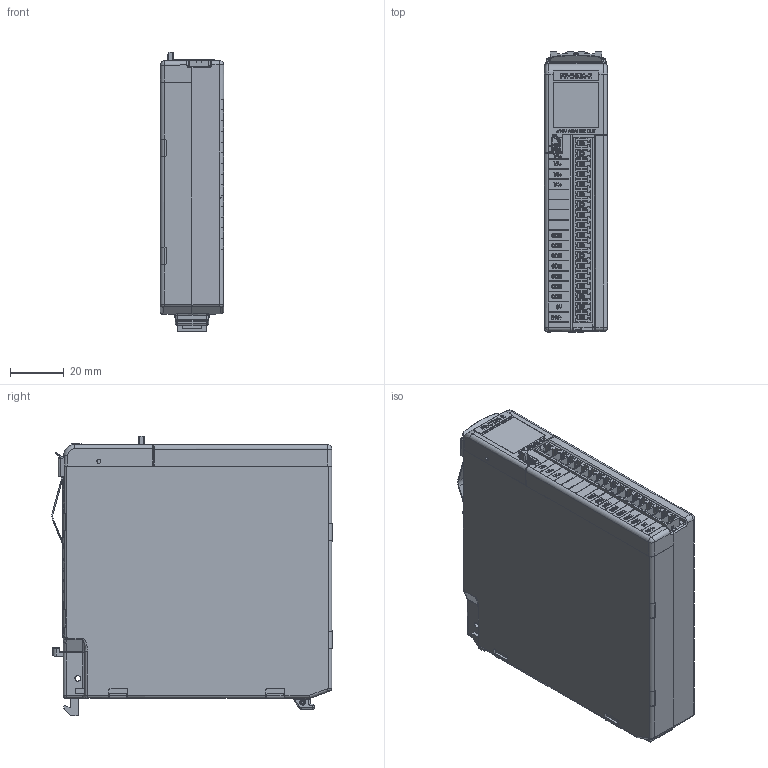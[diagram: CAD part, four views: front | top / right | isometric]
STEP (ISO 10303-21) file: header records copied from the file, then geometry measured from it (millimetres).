
FILE_DESCRIPTION (( 'STEP AP214' ), '1' );
FILE_NAME ('P2-04DA-2 Red 2 Orig Coord 1 ext 1 comb 3 CC2 fXT fos wc1.STEP', '2020-05-19T20:32:44', ( '' ), ( '' ), 'SwSTEP 2.0', 'SolidWorks 2017', '' );
FILE_SCHEMA (( 'AUTOMOTIVE_DESIGN' ));
Length unit declared in the file: inch
Products named in the file (1): P2-04DA-2 Red 2 Orig Coord 1 ext 1 comb 3 CC2 fXT fos wc1
Bounding box: 23.61 x 104.63 x 104.28 mm (x, y, z)
Volume: 183795.9 mm3; surface area: 49840.8 mm2
Topology: 2 solids, 4 shells, 4087 faces, 11283 edges, 7331 vertices
Faces by surface type: plane 2722, cylinder 667, bspline 456, torus 107, cone 105, sphere 30
Entity records: 154559 total; most frequent: CARTESIAN_POINT 52257, ORIENTED_EDGE 22516, DIRECTION 18620, EDGE_CURVE 11258, VECTOR 8310, LINE 8310, VERTEX_POINT 7327, AXIS2_PLACEMENT_3D 5155
